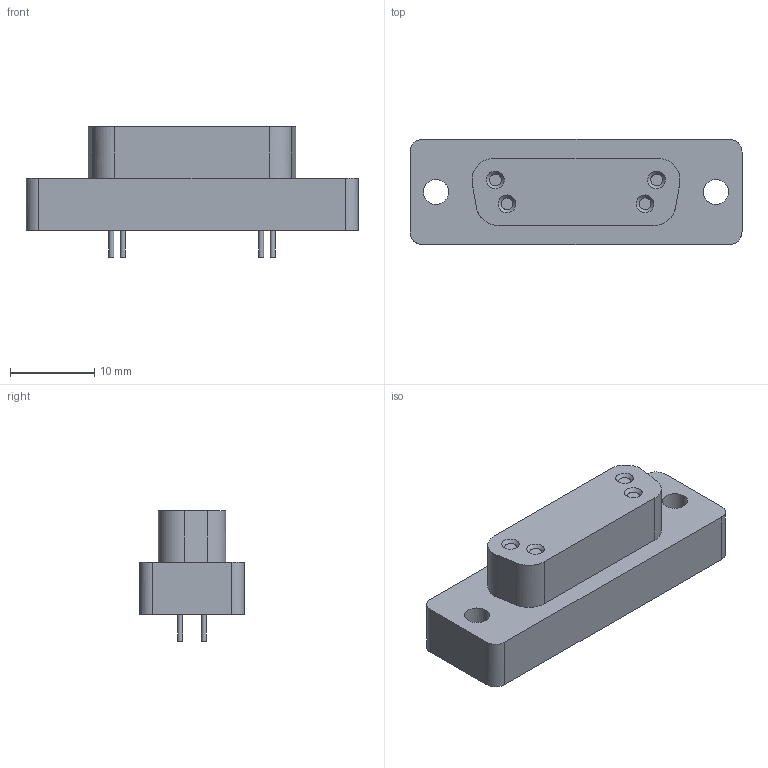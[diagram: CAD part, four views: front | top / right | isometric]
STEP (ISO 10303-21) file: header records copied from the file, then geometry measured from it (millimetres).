
FILE_DESCRIPTION((''),'2;1');
FILE_NAME('0966_Dsub_S_female_straight_15_pins.stp', '2005-08-12T17:34:05',('User'),('SDRC'),'I-DEAS Master Series 9','UNIX', 'Yes');
FILE_SCHEMA(('AUTOMOTIVE_DESIGN { 1 0 10303 214 1 1 1 1 }'));
Length unit declared in the file: millimetre
Products named in the file (1): 09 66 211 x50x
Bounding box: 39.5 x 12.5 x 15.53 mm (x, y, z)
Volume: 4115.6 mm3; surface area: 2098.1 mm2
Topology: 1 solids, 1 shells, 37 faces, 78 edges, 52 vertices
Faces by surface type: bspline 37
Entity records: 1151 total; most frequent: CARTESIAN_POINT 589, ORIENTED_EDGE 156, EDGE_CURVE 78, VERTEX_POINT 52, EDGE_LOOP 50, FACE_OUTER_BOUND 37, ADVANCED_FACE 37, OVER_RIDING_STYLED_ITEM 28
